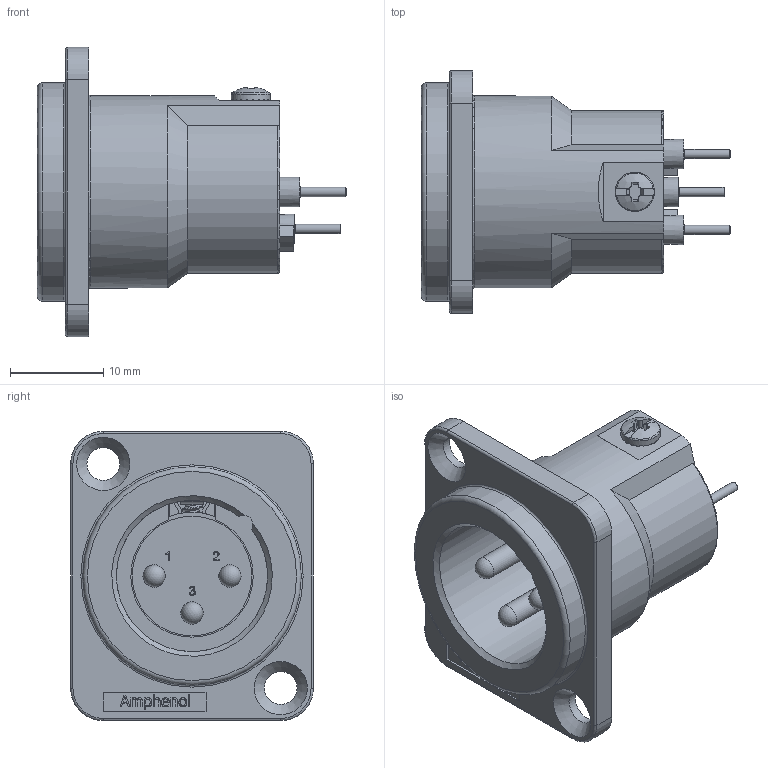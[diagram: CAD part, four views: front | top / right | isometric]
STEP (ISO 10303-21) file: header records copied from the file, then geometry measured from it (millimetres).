
FILE_DESCRIPTION(/* description */ (''),/* implementation_level */ '2;1');
FILE_NAME(/* name */ 'AC3MMDZV.stp',/* time_stamp */ '2020-04-23T12:33:30+10:00',/* author */ ('minh'),/* organization */ (''),/* preprocessor_version */ 'ST-DEVELOPER v16.1',/* originating_system */ 'Autodesk Inventor 2016',/* authorisation */ '');
FILE_SCHEMA (('AUTOMOTIVE_DESIGN { 1 0 10303 214 3 1 1 }'));
Length unit declared in the file: inch
Products named in the file (1): AC3MMDZV_Shrinkwrap_1
Bounding box: 33.11 x 26 x 31 mm (x, y, z)
Surface area: 5966.8 mm2 (no closed solid volume)
Topology: 0 solids, 32 shells, 173 faces, 937 edges, 788 vertices
Faces by surface type: plane 88, cylinder 48, torus 15, cone 13, bspline 6, sphere 3
Full cylindrical faces by diameter (mm): 1 x3, 2.35 x3, 3.3 x3, 3.5 x2, 4.2 x1, 13.68 x1, 20.6 x1, 23.4 x1
Entity records: 10422 total; most frequent: CARTESIAN_POINT 3591, DIRECTION 1184, ORIENTED_EDGE 1180, EDGE_CURVE 888, VERTEX_POINT 778, LINE 406, VECTOR 406, AXIS2_PLACEMENT_3D 389
